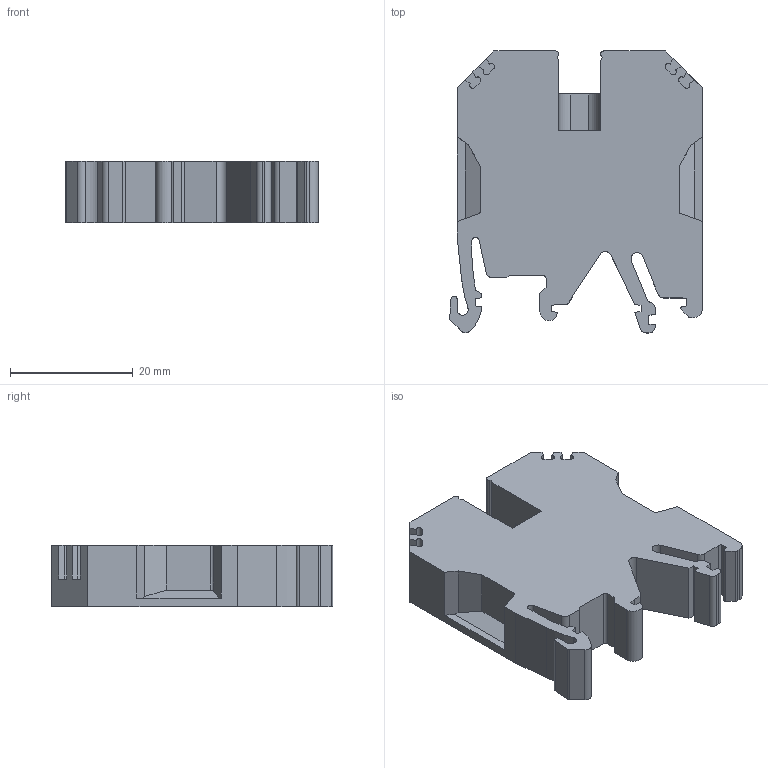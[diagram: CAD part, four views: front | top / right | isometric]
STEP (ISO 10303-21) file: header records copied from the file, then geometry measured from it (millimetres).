
FILE_DESCRIPTION((''),'2;1');
FILE_NAME('USK-10','2023-10-14T',('dell'),(''),'PRO/ENGINEER BY PARAMETRIC TECHNOLOGY CORPORATION, 2013230','PRO/ENGINEER BY PARAMETRIC TECHNOLOGY CORPORATION, 2013230','');
FILE_SCHEMA(('AUTOMOTIVE_DESIGN { 1 0 10303 214 1 1 1 1 }'));
Length unit declared in the file: millimetre
Products named in the file (1): USK-10
Bounding box: 41.22 x 46 x 10 mm (x, y, z)
Volume: 13140.6 mm3; surface area: 6025.5 mm2
Topology: 1 solids, 1 shells, 128 faces, 372 edges, 248 vertices
Faces by surface type: plane 88, cylinder 40
Entity records: 4287 total; most frequent: CARTESIAN_POINT 756, ORIENTED_EDGE 744, DIRECTION 704, EDGE_CURVE 372, VECTOR 292, LINE 292, VERTEX_POINT 248, AXIS2_PLACEMENT_3D 206
